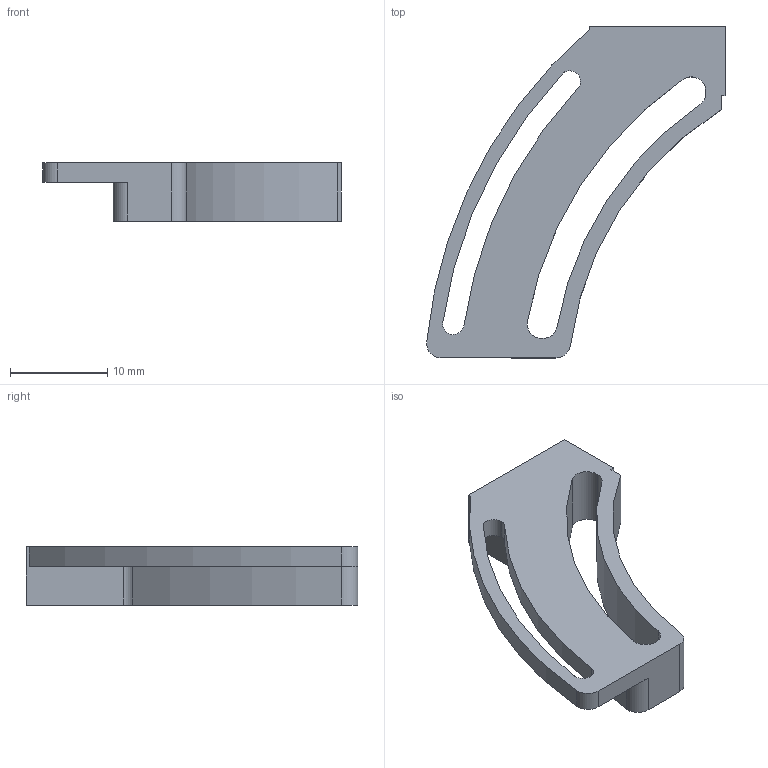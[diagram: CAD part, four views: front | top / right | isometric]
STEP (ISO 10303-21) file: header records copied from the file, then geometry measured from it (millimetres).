
FILE_DESCRIPTION (( 'STEP AP214' ), '1' );
FILE_NAME ('iris-lightguide.STEP', '2023-11-10T09:14:48', ( '' ), ( '' ), 'SwSTEP 2.0', 'SolidWorks 2022', '' );
FILE_SCHEMA (( 'AUTOMOTIVE_DESIGN' ));
Length unit declared in the file: millimetre
Products named in the file (1): iris-lightguide
Bounding box: 30.73 x 34.15 x 6 mm (x, y, z)
Volume: 1775.5 mm3; surface area: 2014 mm2
Topology: 1 solids, 1 shells, 37 faces, 101 edges, 64 vertices
Faces by surface type: cylinder 22, plane 11, cone 4
Entity records: 1245 total; most frequent: DIRECTION 217, CARTESIAN_POINT 199, ORIENTED_EDGE 194, EDGE_CURVE 97, AXIS2_PLACEMENT_3D 82, VERTEX_POINT 64, VECTOR 53, LINE 53
